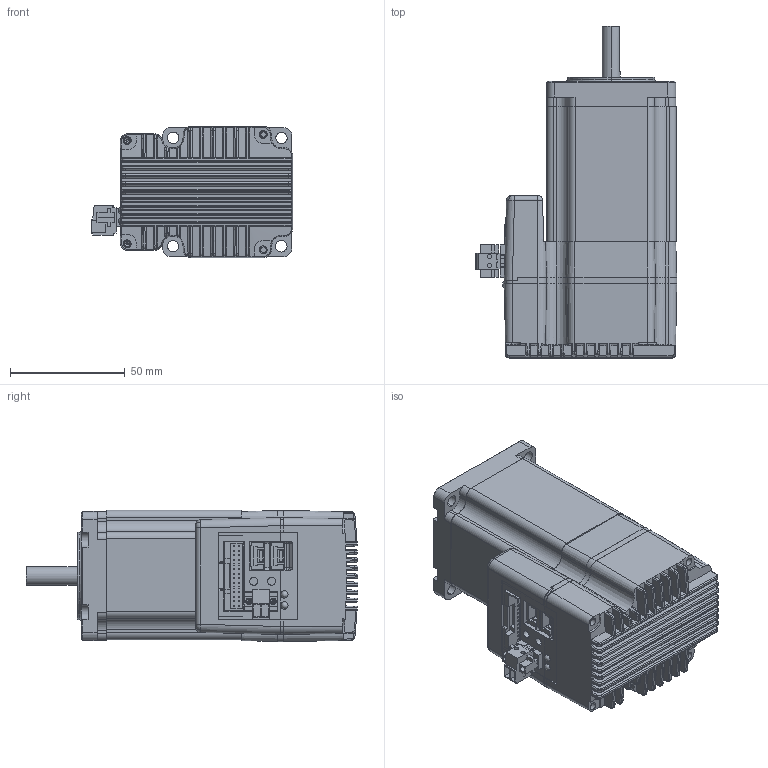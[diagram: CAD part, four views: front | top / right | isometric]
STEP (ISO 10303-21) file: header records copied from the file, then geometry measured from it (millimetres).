
FILE_DESCRIPTION (( 'STEP AP214' ), '1' );
FILE_NAME ('TSM23C-4CG.STEP', '2020-12-18T08:36:04', ( '' ), ( '' ), 'SwSTEP 2.0', 'SolidWorks 2015', '' );
FILE_SCHEMA (( 'AUTOMOTIVE_DESIGN' ));
Length unit declared in the file: millimetre
Products named in the file (1): TSM23C-4CG
Bounding box: 87.76 x 144.55 x 57.15 mm (x, y, z)
Surface area: 138737.9 mm2 (no closed solid volume)
Topology: 0 solids, 364 shells, 5388 faces, 17551 edges, 12342 vertices
Faces by surface type: plane 3557, cylinder 1428, bspline 201, cone 93, torus 77, sphere 32
Entity records: 258108 total; most frequent: CARTESIAN_POINT 48546, DIRECTION 29865, ORIENTED_EDGE 29447, EDGE_CURVE 17451, VECTOR 12463, LINE 12463, VERTEX_POINT 12278, AXIS2_PLACEMENT_3D 8701
